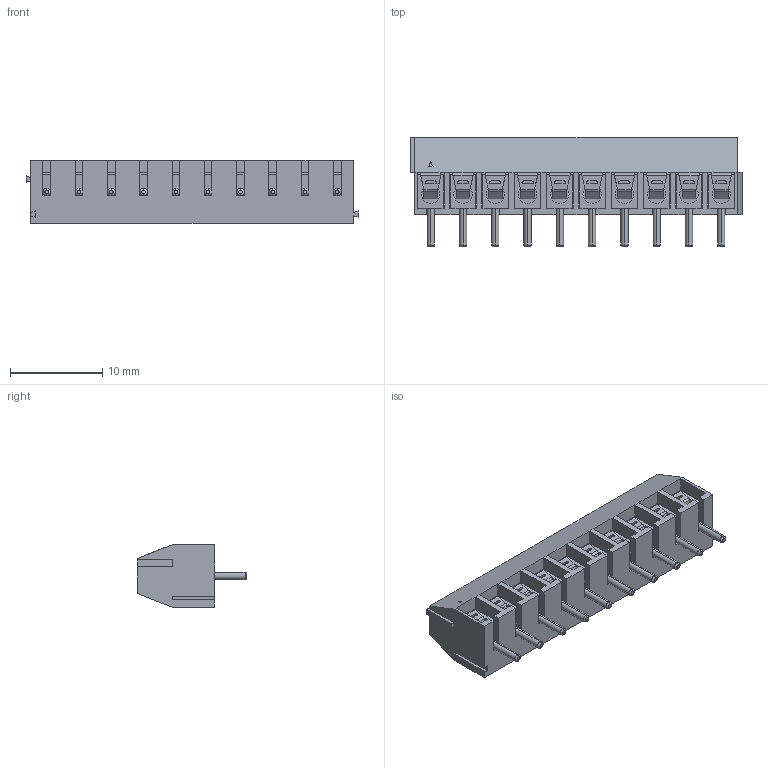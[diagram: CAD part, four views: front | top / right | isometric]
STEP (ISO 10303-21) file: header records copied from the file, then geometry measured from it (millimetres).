
FILE_DESCRIPTION (( 'STEP AP214' ), '1' );
FILE_NAME ('DG350-3.5-10P-12-00AH.STEP', '2021-01-18T04:29:51', ( '' ), ( '' ), 'SwSTEP 2.0', 'SolidWorks 2020', '' );
FILE_SCHEMA (( 'AUTOMOTIVE_DESIGN' ));
Length unit declared in the file: millimetre
Products named in the file (1): DG350-3.5-10P-12-00AH
Bounding box: 36 x 11.9 x 6.8 mm (x, y, z)
Volume: 1436.3 mm3; surface area: 3057.6 mm2
Topology: 1 solids, 1 shells, 931 faces, 2406 edges, 1540 vertices
Faces by surface type: plane 531, cylinder 150, bspline 140, torus 90, cone 20
Entity records: 43689 total; most frequent: CARTESIAN_POINT 13674, ORIENTED_EDGE 4812, DIRECTION 4150, EDGE_CURVE 2406, VERTEX_POINT 1540, LINE 1526, VECTOR 1526, AXIS2_PLACEMENT_3D 1312
